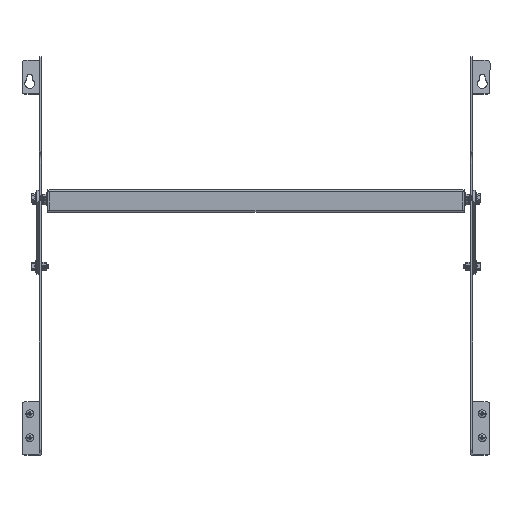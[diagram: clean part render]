
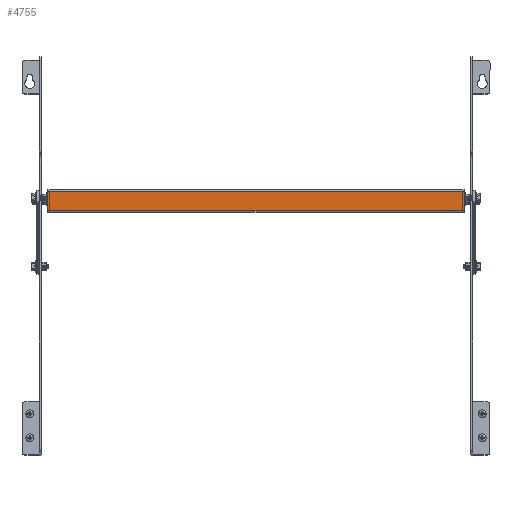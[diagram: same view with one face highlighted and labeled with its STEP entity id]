
A CAD part, front view. The second image highlights one B-rep face of the part: STEP entity #4755.
In plain terms, the highlighted planar face has unit normal (0, -1, 0).
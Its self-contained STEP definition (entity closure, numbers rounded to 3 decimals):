
#4755 = ADVANCED_FACE ( 'NONE', ( #15367 ), #15368, .F. ) ;
#5176 = ORIENTED_EDGE ( 'NONE', *, *, #7918, .T. ) ;
#5177 = ORIENTED_EDGE ( 'NONE', *, *, #7917, .T. ) ;
#5178 = ORIENTED_EDGE ( 'NONE', *, *, #7919, .F. ) ;
#5179 = ORIENTED_EDGE ( 'NONE', *, *, #7911, .T. ) ;
#6445 = EDGE_LOOP ( 'NONE', ( #5176, #5177, #5178, #5179 ) ) ;
#6970 = VERTEX_POINT ( 'NONE', #16522 ) ;
#6990 = VERTEX_POINT ( 'NONE', #16542 ) ;
#7114 = VERTEX_POINT ( 'NONE', #16666 ) ;
#7193 = VERTEX_POINT ( 'NONE', #16745 ) ;
#7911 = EDGE_CURVE ( 'NONE', #7114, #7193, #17701, .T. ) ;
#7917 = EDGE_CURVE ( 'NONE', #6970, #6990, #17726, .T. ) ;
#7918 = EDGE_CURVE ( 'NONE', #7193, #6970, #17729, .T. ) ;
#7919 = EDGE_CURVE ( 'NONE', #7114, #6990, #17732, .T. ) ;
#14241 = AXIS2_PLACEMENT_3D ( 'NONE', #15359, #15370, #15371 ) ;
#14751 = VECTOR ( 'NONE', #17711, 1000. ) ;
#14758 = VECTOR ( 'NONE', #17728, 1000. ) ;
#14759 = VECTOR ( 'NONE', #17731, 1000. ) ;
#14760 = VECTOR ( 'NONE', #17734, 1000. ) ;
#15359 = CARTESIAN_POINT ( 'NONE',  ( -214.5, -200., 0. ) ) ;
#15367 = FACE_OUTER_BOUND ( 'NONE', #6445, .T. ) ;
#15368 = PLANE ( 'NONE',  #14241 ) ;
#15370 = DIRECTION ( 'NONE',  ( 0., 1., 0. ) ) ;
#15371 = DIRECTION ( 'NONE',  ( 0., 0., 1. ) ) ;
#16522 = CARTESIAN_POINT ( 'NONE',  ( 214.5, -200., -19.99 ) ) ;
#16542 = CARTESIAN_POINT ( 'NONE',  ( 214.5, -200., -0.01 ) ) ;
#16666 = CARTESIAN_POINT ( 'NONE',  ( -214.5, -200., -0.01 ) ) ;
#16745 = CARTESIAN_POINT ( 'NONE',  ( -214.5, -200., -19.99 ) ) ;
#17701 = LINE ( 'NONE', #17709, #14751 ) ;
#17709 = CARTESIAN_POINT ( 'NONE',  ( -214.5, -200., -20. ) ) ;
#17711 = DIRECTION ( 'NONE',  ( 0., 0., -1. ) ) ;
#17726 = LINE ( 'NONE', #17727, #14758 ) ;
#17727 = CARTESIAN_POINT ( 'NONE',  ( 214.5, -200., 0. ) ) ;
#17728 = DIRECTION ( 'NONE',  ( 0., 0., 1. ) ) ;
#17729 = LINE ( 'NONE', #17730, #14759 ) ;
#17730 = CARTESIAN_POINT ( 'NONE',  ( -214.5, -200., -19.99 ) ) ;
#17731 = DIRECTION ( 'NONE',  ( 1., 0., 0. ) ) ;
#17732 = LINE ( 'NONE', #17733, #14760 ) ;
#17733 = CARTESIAN_POINT ( 'NONE',  ( -214.5, -200., -0.01 ) ) ;
#17734 = DIRECTION ( 'NONE',  ( 1., 0., 0. ) ) ;
